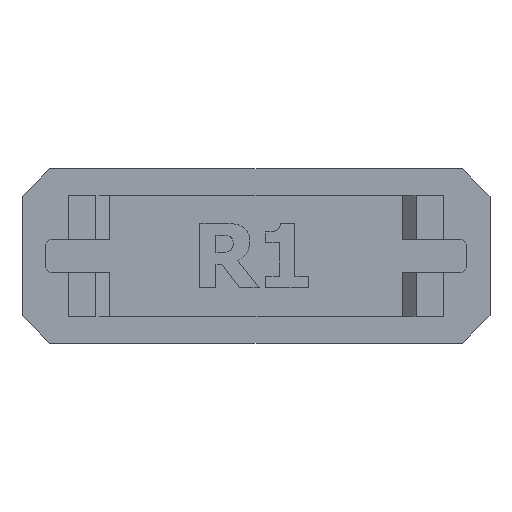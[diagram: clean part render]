
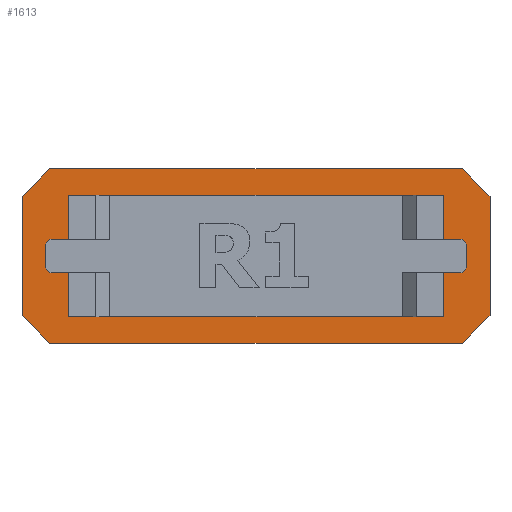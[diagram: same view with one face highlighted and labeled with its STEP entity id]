
A CAD part, front view. The second image highlights one B-rep face of the part: STEP entity #1613.
In plain terms, the highlighted planar face has unit normal (0, -1, 0).
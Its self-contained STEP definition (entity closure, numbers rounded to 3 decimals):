
#18=FACE_BOUND('',#236,.T.);
#56=PLANE('',#1715);
#144=FACE_OUTER_BOUND('',#235,.T.);
#235=EDGE_LOOP('',(#1347,#1348,#1349,#1350,#1351,#1352,#1353,#1354));
#236=EDGE_LOOP('',(#1355,#1356,#1357,#1358,#1359,#1360,#1361,#1362,#1363,
#1364,#1365,#1366,#1367,#1368,#1369,#1370));
#395=LINE('',#2522,#607);
#398=LINE('',#2527,#610);
#400=LINE('',#2531,#612);
#402=LINE('',#2535,#614);
#403=LINE('',#2539,#615);
#404=LINE('',#2541,#616);
#405=LINE('',#2543,#617);
#406=LINE('',#2544,#618);
#407=LINE('',#2547,#619);
#408=LINE('',#2549,#620);
#409=LINE('',#2551,#621);
#410=LINE('',#2553,#622);
#411=LINE('',#2555,#623);
#412=LINE('',#2557,#624);
#413=LINE('',#2559,#625);
#414=LINE('',#2561,#626);
#415=LINE('',#2563,#627);
#416=LINE('',#2565,#628);
#417=LINE('',#2567,#629);
#418=LINE('',#2569,#630);
#419=LINE('',#2571,#631);
#420=LINE('',#2573,#632);
#421=LINE('',#2575,#633);
#422=LINE('',#2576,#634);
#607=VECTOR('',#1942,10.);
#610=VECTOR('',#1947,10.);
#612=VECTOR('',#1951,10.);
#614=VECTOR('',#1955,10.);
#615=VECTOR('',#1960,10.);
#616=VECTOR('',#1961,10.);
#617=VECTOR('',#1962,10.);
#618=VECTOR('',#1963,10.);
#619=VECTOR('',#1964,10.);
#620=VECTOR('',#1965,10.);
#621=VECTOR('',#1966,10.);
#622=VECTOR('',#1967,10.);
#623=VECTOR('',#1968,10.);
#624=VECTOR('',#1969,10.);
#625=VECTOR('',#1970,10.);
#626=VECTOR('',#1971,10.);
#627=VECTOR('',#1972,10.);
#628=VECTOR('',#1973,10.);
#629=VECTOR('',#1974,10.);
#630=VECTOR('',#1975,10.);
#631=VECTOR('',#1976,10.);
#632=VECTOR('',#1977,10.);
#633=VECTOR('',#1978,10.);
#634=VECTOR('',#1979,10.);
#816=VERTEX_POINT('',#2519);
#817=VERTEX_POINT('',#2521);
#818=VERTEX_POINT('',#2525);
#819=VERTEX_POINT('',#2529);
#820=VERTEX_POINT('',#2533);
#821=VERTEX_POINT('',#2538);
#822=VERTEX_POINT('',#2540);
#823=VERTEX_POINT('',#2542);
#824=VERTEX_POINT('',#2545);
#825=VERTEX_POINT('',#2546);
#826=VERTEX_POINT('',#2548);
#827=VERTEX_POINT('',#2550);
#828=VERTEX_POINT('',#2552);
#829=VERTEX_POINT('',#2554);
#830=VERTEX_POINT('',#2556);
#831=VERTEX_POINT('',#2558);
#832=VERTEX_POINT('',#2560);
#833=VERTEX_POINT('',#2562);
#834=VERTEX_POINT('',#2564);
#835=VERTEX_POINT('',#2566);
#836=VERTEX_POINT('',#2568);
#837=VERTEX_POINT('',#2570);
#838=VERTEX_POINT('',#2572);
#839=VERTEX_POINT('',#2574);
#1003=EDGE_CURVE('',#816,#817,#395,.T.);
#1006=EDGE_CURVE('',#818,#816,#398,.T.);
#1008=EDGE_CURVE('',#819,#818,#400,.T.);
#1010=EDGE_CURVE('',#820,#819,#402,.T.);
#1011=EDGE_CURVE('',#821,#820,#403,.T.);
#1012=EDGE_CURVE('',#822,#821,#404,.T.);
#1013=EDGE_CURVE('',#823,#822,#405,.T.);
#1014=EDGE_CURVE('',#817,#823,#406,.T.);
#1015=EDGE_CURVE('',#824,#825,#407,.T.);
#1016=EDGE_CURVE('',#826,#825,#408,.F.);
#1017=EDGE_CURVE('',#826,#827,#409,.T.);
#1018=EDGE_CURVE('',#827,#828,#410,.T.);
#1019=EDGE_CURVE('',#828,#829,#411,.T.);
#1020=EDGE_CURVE('',#829,#830,#412,.T.);
#1021=EDGE_CURVE('',#830,#831,#413,.T.);
#1022=EDGE_CURVE('',#832,#831,#414,.F.);
#1023=EDGE_CURVE('',#832,#833,#415,.T.);
#1024=EDGE_CURVE('',#834,#833,#416,.F.);
#1025=EDGE_CURVE('',#834,#835,#417,.T.);
#1026=EDGE_CURVE('',#835,#836,#418,.T.);
#1027=EDGE_CURVE('',#836,#837,#419,.T.);
#1028=EDGE_CURVE('',#837,#838,#420,.T.);
#1029=EDGE_CURVE('',#838,#839,#421,.T.);
#1030=EDGE_CURVE('',#824,#839,#422,.F.);
#1347=ORIENTED_EDGE('',*,*,#1008,.F.);
#1348=ORIENTED_EDGE('',*,*,#1010,.F.);
#1349=ORIENTED_EDGE('',*,*,#1011,.F.);
#1350=ORIENTED_EDGE('',*,*,#1012,.F.);
#1351=ORIENTED_EDGE('',*,*,#1013,.F.);
#1352=ORIENTED_EDGE('',*,*,#1014,.F.);
#1353=ORIENTED_EDGE('',*,*,#1003,.F.);
#1354=ORIENTED_EDGE('',*,*,#1006,.F.);
#1355=ORIENTED_EDGE('',*,*,#1015,.T.);
#1356=ORIENTED_EDGE('',*,*,#1016,.F.);
#1357=ORIENTED_EDGE('',*,*,#1017,.T.);
#1358=ORIENTED_EDGE('',*,*,#1018,.T.);
#1359=ORIENTED_EDGE('',*,*,#1019,.T.);
#1360=ORIENTED_EDGE('',*,*,#1020,.T.);
#1361=ORIENTED_EDGE('',*,*,#1021,.T.);
#1362=ORIENTED_EDGE('',*,*,#1022,.F.);
#1363=ORIENTED_EDGE('',*,*,#1023,.T.);
#1364=ORIENTED_EDGE('',*,*,#1024,.F.);
#1365=ORIENTED_EDGE('',*,*,#1025,.T.);
#1366=ORIENTED_EDGE('',*,*,#1026,.T.);
#1367=ORIENTED_EDGE('',*,*,#1027,.T.);
#1368=ORIENTED_EDGE('',*,*,#1028,.T.);
#1369=ORIENTED_EDGE('',*,*,#1029,.T.);
#1370=ORIENTED_EDGE('',*,*,#1030,.F.);
#1613=ADVANCED_FACE('',(#144,#18),#56,.F.);
#1715=AXIS2_PLACEMENT_3D('',#2537,#1958,#1959);
#1942=DIRECTION('',(0.707,0.,0.707));
#1947=DIRECTION('',(0.,0.,1.));
#1951=DIRECTION('',(-0.707,0.,0.707));
#1955=DIRECTION('',(-1.,0.,0.));
#1958=DIRECTION('center_axis',(0.,1.,0.));
#1959=DIRECTION('ref_axis',(0.,0.,1.));
#1960=DIRECTION('',(-0.707,0.,-0.707));
#1961=DIRECTION('',(0.,0.,-1.));
#1962=DIRECTION('',(0.707,0.,-0.707));
#1963=DIRECTION('',(1.,0.,0.));
#1964=DIRECTION('',(0.,0.,-1.));
#1965=DIRECTION('',(-0.707,0.,-0.707));
#1966=DIRECTION('',(-1.,0.,0.));
#1967=DIRECTION('',(0.,0.,-1.));
#1968=DIRECTION('',(-1.,0.,0.));
#1969=DIRECTION('',(0.,0.,1.));
#1970=DIRECTION('',(-1.,0.,0.));
#1971=DIRECTION('',(-0.707,0.,0.707));
#1972=DIRECTION('',(0.,0.,1.));
#1973=DIRECTION('',(0.707,0.,0.707));
#1974=DIRECTION('',(1.,0.,0.));
#1975=DIRECTION('',(0.,0.,1.));
#1976=DIRECTION('',(1.,0.,0.));
#1977=DIRECTION('',(0.,0.,-1.));
#1978=DIRECTION('',(1.,0.,0.));
#1979=DIRECTION('',(0.707,0.,-0.707));
#2519=CARTESIAN_POINT('',(-25.5,0.,6.5));
#2521=CARTESIAN_POINT('',(-22.5,0.,9.5));
#2522=CARTESIAN_POINT('',(-20.,0.,12.));
#2525=CARTESIAN_POINT('',(-25.5,0.,-6.5));
#2527=CARTESIAN_POINT('',(-25.5,0.,-9.5));
#2529=CARTESIAN_POINT('',(-22.5,0.,-9.5));
#2531=CARTESIAN_POINT('',(-20.,0.,-12.));
#2533=CARTESIAN_POINT('',(22.5,0.,-9.5));
#2535=CARTESIAN_POINT('',(25.5,0.,-9.5));
#2537=CARTESIAN_POINT('Origin',(0.,0.,0.));
#2538=CARTESIAN_POINT('',(25.5,0.,-6.5));
#2539=CARTESIAN_POINT('',(20.,0.,-12.));
#2540=CARTESIAN_POINT('',(25.5,0.,6.5));
#2541=CARTESIAN_POINT('',(25.5,0.,9.5));
#2542=CARTESIAN_POINT('',(22.5,0.,9.5));
#2543=CARTESIAN_POINT('',(20.,0.,12.));
#2544=CARTESIAN_POINT('',(-25.5,0.,9.5));
#2545=CARTESIAN_POINT('',(22.95,0.,1.3));
#2546=CARTESIAN_POINT('',(22.95,0.,-1.3));
#2547=CARTESIAN_POINT('',(22.95,0.,-0.9));
#2548=CARTESIAN_POINT('',(22.45,0.,-1.8));
#2549=CARTESIAN_POINT('',(17.412,0.,-6.837));
#2550=CARTESIAN_POINT('',(19.75,0.,-1.8));
#2551=CARTESIAN_POINT('',(9.875,0.,-1.8));
#2552=CARTESIAN_POINT('',(19.75,0.,-6.6));
#2553=CARTESIAN_POINT('',(19.75,0.,-3.3));
#2554=CARTESIAN_POINT('',(-19.75,0.,-6.6));
#2555=CARTESIAN_POINT('',(-9.875,0.,-6.6));
#2556=CARTESIAN_POINT('',(-19.75,0.,-1.8));
#2557=CARTESIAN_POINT('',(-19.75,0.,-0.9));
#2558=CARTESIAN_POINT('',(-22.45,0.,-1.8));
#2559=CARTESIAN_POINT('',(-11.475,0.,-1.8));
#2560=CARTESIAN_POINT('',(-22.95,0.,-1.3));
#2561=CARTESIAN_POINT('',(-17.412,0.,-6.837));
#2562=CARTESIAN_POINT('',(-22.95,0.,1.3));
#2563=CARTESIAN_POINT('',(-22.95,0.,0.9));
#2564=CARTESIAN_POINT('',(-22.45,0.,1.8));
#2565=CARTESIAN_POINT('',(-17.412,0.,6.837));
#2566=CARTESIAN_POINT('',(-19.75,0.,1.8));
#2567=CARTESIAN_POINT('',(-9.875,0.,1.8));
#2568=CARTESIAN_POINT('',(-19.75,0.,6.6));
#2569=CARTESIAN_POINT('',(-19.75,0.,3.3));
#2570=CARTESIAN_POINT('',(19.75,0.,6.6));
#2571=CARTESIAN_POINT('',(9.875,0.,6.6));
#2572=CARTESIAN_POINT('',(19.75,0.,1.8));
#2573=CARTESIAN_POINT('',(19.75,0.,0.9));
#2574=CARTESIAN_POINT('',(22.45,0.,1.8));
#2575=CARTESIAN_POINT('',(11.475,0.,1.8));
#2576=CARTESIAN_POINT('',(17.412,0.,6.837));
